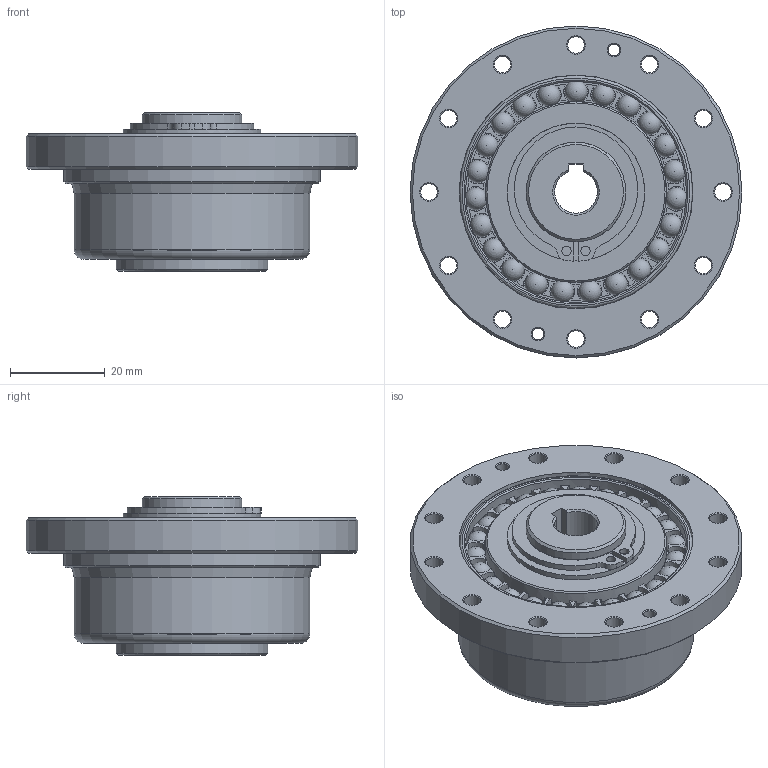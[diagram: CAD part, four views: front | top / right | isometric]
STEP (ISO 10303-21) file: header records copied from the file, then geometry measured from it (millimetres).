
FILE_DESCRIPTION(/* description */ (''),/* implementation_level */ '2;1');
FILE_NAME(/* name */ 'WUI-S-20-XX-CO.stp',/* time_stamp */ '2019-01-07T11:33:46+08:00',/* author */ ('yin210'),/* organization */ (''),/* preprocessor_version */ 'ST-DEVELOPER v15.2',/* originating_system */ 'Autodesk Inventor 2014',/* authorisation */ '');
FILE_SCHEMA (('AUTOMOTIVE_DESIGN { 1 0 10303 214 3 1 1 }'));
Length unit declared in the file: centimetre
Products named in the file (1): WUI-S-20
Bounding box: 70 x 70 x 33.5 mm (x, y, z)
Volume: 41975.1 mm3; surface area: 22555 mm2
Topology: 1 solids, 1 shells, 345 faces, 860 edges, 530 vertices
Faces by surface type: cylinder 140, plane 70, cone 63, torus 49, sphere 23
Full cylindrical faces by diameter (mm): 2 x2, 2.459 x4, 3.5 x12, 5.5 x8, 16 x1, 20 x1, 21 x1, 29 x1, 32 x1, 36 x1, 38.15 x1, 46.64 x1, 49.07 x1, 49.12 x1, 49.7 x1, 54 x1, 70 x1
Entity records: 9451 total; most frequent: DIRECTION 1876, CARTESIAN_POINT 1460, ORIENTED_EDGE 1402, AXIS2_PLACEMENT_3D 879, EDGE_CURVE 655, EDGE_LOOP 534, CIRCLE 533, VERTEX_POINT 451
